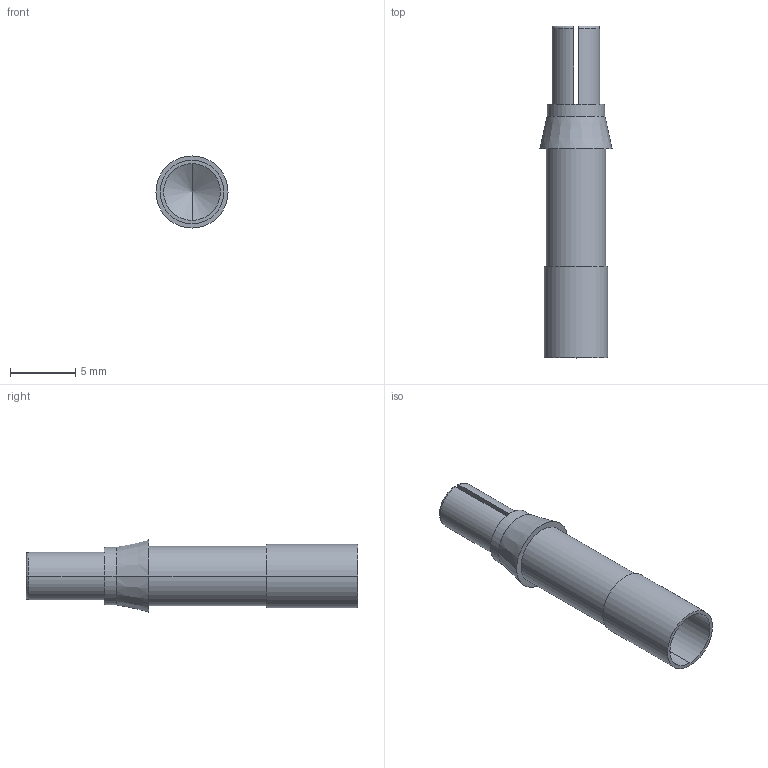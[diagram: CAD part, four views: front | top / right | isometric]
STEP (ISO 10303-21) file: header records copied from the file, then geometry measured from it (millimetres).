
FILE_DESCRIPTION (( 'STEP AP214' ), '1' );
FILE_NAME ('22911~0.STEP', '2018-07-25T09:03:06', ( '' ), ( '' ), 'SwSTEP 2.0', 'SolidWorks 2018', '' );
FILE_SCHEMA (( 'AUTOMOTIVE_DESIGN' ));
Length unit declared in the file: millimetre
Products named in the file (1): 22911~0
Bounding box: 5.51 x 25.4 x 5.51 mm (x, y, z)
Volume: 309.4 mm3; surface area: 512 mm2
Topology: 1 solids, 1 shells, 32 faces, 72 edges, 46 vertices
Faces by surface type: cylinder 14, plane 11, cone 4, torus 3
Entity records: 973 total; most frequent: CARTESIAN_POINT 169, DIRECTION 168, ORIENTED_EDGE 140, EDGE_CURVE 70, AXIS2_PLACEMENT_3D 69, VERTEX_POINT 46, EDGE_LOOP 38, CIRCLE 36
